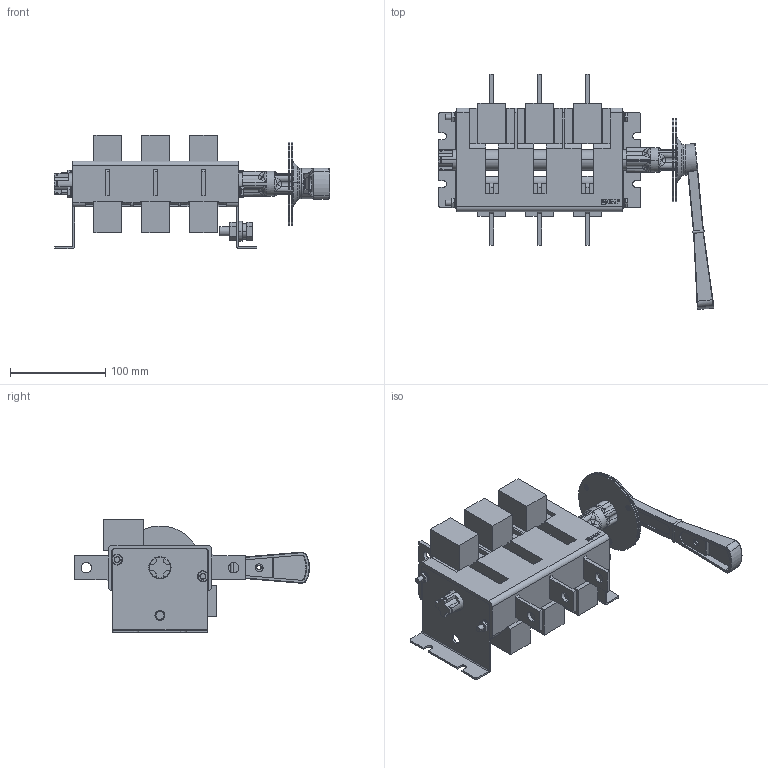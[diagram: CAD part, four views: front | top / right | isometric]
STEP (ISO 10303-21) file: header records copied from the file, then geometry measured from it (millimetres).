
FILE_DESCRIPTION (( 'STEP AP203' ), '1' );
FILE_NAME ('uvr32-37b31250.ÃÌ Âûêëþ÷àòåëü-ðàçúåäèíèòåëü ÂÐ32Ó-37Â31250 400 À 1 íàïðàâ..STEP', '2025-04-02T06:43:41', ( '' ), ( '' ), 'SwSTEP 2.0', 'SolidWorks 2021', '' );
FILE_SCHEMA (( 'CONFIG_CONTROL_DESIGN' ));
Length unit declared in the file: millimetre
Products named in the file (1): uvr32-37b31250.ÃÌ Âûêëþ÷àòåëü-ðàçúåäèíèòåëü ÂÐ32Ó-37Â31250 400 À 1 íàïðàâ.
Bounding box: 289.06 x 246.36 x 118.6 mm (x, y, z)
Volume: 1093223.6 mm3; surface area: 294694 mm2
Topology: 23 solids, 23 shells, 1034 faces, 2763 edges, 1743 vertices
Faces by surface type: plane 540, cylinder 382, bspline 69, torus 37, cone 6
Entity records: 36030 total; most frequent: CARTESIAN_POINT 10446, ORIENTED_EDGE 5430, DIRECTION 5176, EDGE_CURVE 2715, VERTEX_POINT 1743, AXIS2_PLACEMENT_3D 1741, VECTOR 1694, LINE 1694
